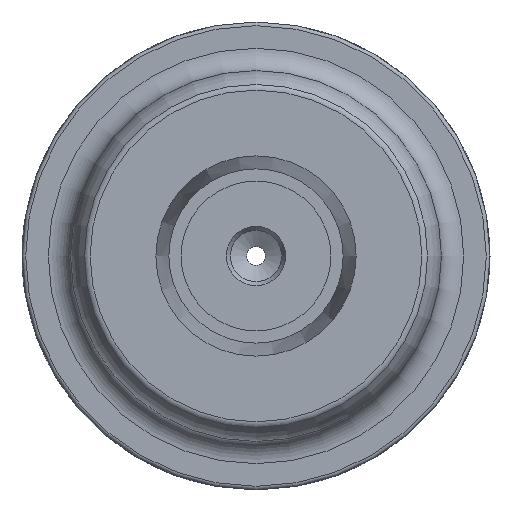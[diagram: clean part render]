
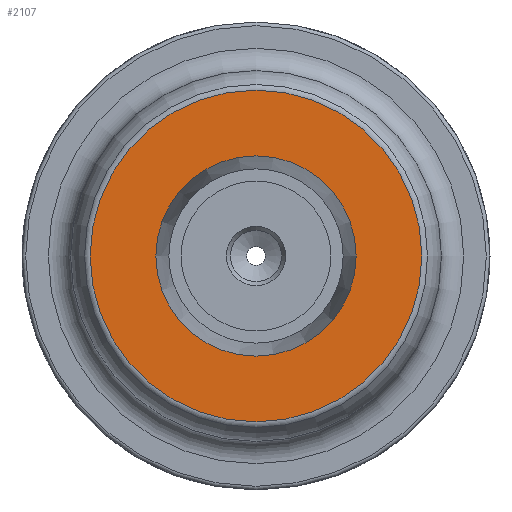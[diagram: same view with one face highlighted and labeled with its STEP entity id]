
A CAD part, left-side view. The second image highlights one B-rep face of the part: STEP entity #2107.
In plain terms, the highlighted planar face has unit normal (-1, 0, 0).
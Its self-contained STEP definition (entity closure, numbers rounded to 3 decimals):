
#445=FACE_BOUND('',#622,.T.);
#460=PLANE('',#2292);
#503=FACE_OUTER_BOUND('',#621,.T.);
#621=EDGE_LOOP('',(#1576,#1577));
#622=EDGE_LOOP('',(#1578,#1579));
#769=CIRCLE('',#2289,22.362);
#770=CIRCLE('',#2290,22.362);
#772=CIRCLE('',#2293,13.5);
#773=CIRCLE('',#2294,13.5);
#977=VERTEX_POINT('',#3404);
#978=VERTEX_POINT('',#3405);
#979=VERTEX_POINT('',#3410);
#980=VERTEX_POINT('',#3411);
#1212=EDGE_CURVE('',#977,#978,#769,.T.);
#1213=EDGE_CURVE('',#978,#977,#770,.T.);
#1215=EDGE_CURVE('',#979,#980,#772,.T.);
#1216=EDGE_CURVE('',#980,#979,#773,.T.);
#1576=ORIENTED_EDGE('',*,*,#1212,.T.);
#1577=ORIENTED_EDGE('',*,*,#1213,.T.);
#1578=ORIENTED_EDGE('',*,*,#1215,.F.);
#1579=ORIENTED_EDGE('',*,*,#1216,.F.);
#2107=ADVANCED_FACE('',(#503,#445),#460,.T.);
#2289=AXIS2_PLACEMENT_3D('',#3406,#2675,#2676);
#2290=AXIS2_PLACEMENT_3D('',#3407,#2677,#2678);
#2292=AXIS2_PLACEMENT_3D('',#3409,#2681,#2682);
#2293=AXIS2_PLACEMENT_3D('',#3412,#2683,#2684);
#2294=AXIS2_PLACEMENT_3D('',#3413,#2685,#2686);
#2675=DIRECTION('center_axis',(-1.,0.,0.));
#2676=DIRECTION('ref_axis',(0.,0.,1.));
#2677=DIRECTION('center_axis',(-1.,0.,0.));
#2678=DIRECTION('ref_axis',(0.,0.,1.));
#2681=DIRECTION('center_axis',(-1.,0.,0.));
#2682=DIRECTION('ref_axis',(0.,0.,1.));
#2683=DIRECTION('center_axis',(-1.,0.,0.));
#2684=DIRECTION('ref_axis',(0.,0.,1.));
#2685=DIRECTION('center_axis',(-1.,0.,0.));
#2686=DIRECTION('ref_axis',(0.,0.,1.));
#3404=CARTESIAN_POINT('',(-120.4,-22.362,0.));
#3405=CARTESIAN_POINT('',(-120.4,0.,-22.362));
#3406=CARTESIAN_POINT('Origin',(-120.4,0.,
0.));
#3407=CARTESIAN_POINT('Origin',(-120.4,0.,
0.));
#3409=CARTESIAN_POINT('Origin',(-120.4,-13.5,0.));
#3410=CARTESIAN_POINT('',(-120.4,-13.5,0.));
#3411=CARTESIAN_POINT('',(-120.4,13.5,0.));
#3412=CARTESIAN_POINT('Origin',(-120.4,0.,
0.));
#3413=CARTESIAN_POINT('Origin',(-120.4,0.,
0.));
